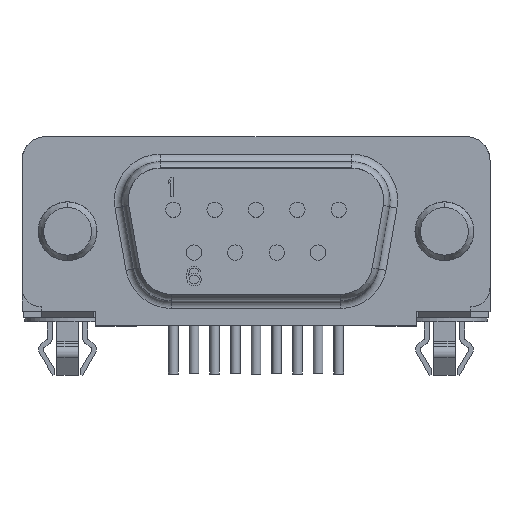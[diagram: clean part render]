
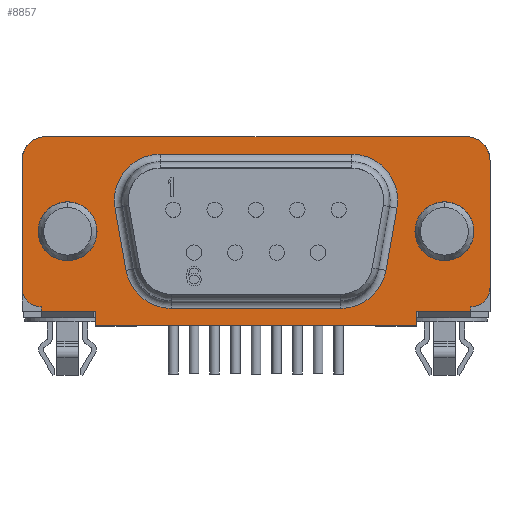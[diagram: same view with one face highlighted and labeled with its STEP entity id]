
A CAD part, top view. The second image highlights one B-rep face of the part: STEP entity #8857.
In plain terms, the highlighted planar face has unit normal (0, 0, 1).
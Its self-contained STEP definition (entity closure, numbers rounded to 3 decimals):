
#1301=DIRECTION('',(0.,1.,0.));
#1302=VECTOR('',#1301,0.965);
#1303=CARTESIAN_POINT('',(-10.655,-6.274,-5.893));
#1304=LINE('',#1303,#1302);
#1305=DIRECTION('',(-1.,0.,0.));
#1306=VECTOR('',#1305,3.594);
#1307=CARTESIAN_POINT('',(-10.655,-5.309,-5.893));
#1308=LINE('',#1307,#1306);
#1309=DIRECTION('',(0.,1.,0.));
#1310=VECTOR('',#1309,0.305);
#1311=CARTESIAN_POINT('',(-14.249,-5.309,-5.893));
#1312=LINE('',#1311,#1310);
#1313=CARTESIAN_POINT('',(-14.249,-3.734,-5.893));
#1314=DIRECTION('',(0.,0.,1.));
#1315=DIRECTION('',(-1.,0.,0.));
#1316=AXIS2_PLACEMENT_3D('',#1313,#1314,#1315);
#1318=CARTESIAN_POINT('',(-13.945,4.699,-5.893));
#1319=DIRECTION('',(0.,0.,1.));
#1320=DIRECTION('',(0.,1.,0.));
#1321=AXIS2_PLACEMENT_3D('',#1318,#1319,#1320);
#1323=DIRECTION('',(1.,0.,0.));
#1324=VECTOR('',#1323,27.889);
#1325=CARTESIAN_POINT('',(-13.945,6.274,-5.893));
#1326=LINE('',#1325,#1324);
#1327=CARTESIAN_POINT('',(13.945,4.699,-5.893));
#1328=DIRECTION('',(0.,0.,1.));
#1329=DIRECTION('',(1.,0.,0.));
#1330=AXIS2_PLACEMENT_3D('',#1327,#1328,#1329);
#1332=CARTESIAN_POINT('',(14.249,-3.734,-5.893));
#1333=DIRECTION('',(0.,0.,1.));
#1334=DIRECTION('',(0.,-1.,0.));
#1335=AXIS2_PLACEMENT_3D('',#1332,#1333,#1334);
#1337=DIRECTION('',(0.,-1.,0.));
#1338=VECTOR('',#1337,0.305);
#1339=CARTESIAN_POINT('',(14.249,-5.004,-5.893));
#1340=LINE('',#1339,#1338);
#1341=DIRECTION('',(-1.,0.,0.));
#1342=VECTOR('',#1341,3.594);
#1343=CARTESIAN_POINT('',(14.249,-5.309,-5.893));
#1344=LINE('',#1343,#1342);
#1345=DIRECTION('',(0.,1.,0.));
#1346=VECTOR('',#1345,0.965);
#1347=CARTESIAN_POINT('',(10.655,-6.274,-5.893));
#1348=LINE('',#1347,#1346);
#1349=CARTESIAN_POINT('',(12.497,0.,-5.893));
#1350=DIRECTION('',(0.,0.,1.));
#1351=DIRECTION('',(1.,0.,0.));
#1352=AXIS2_PLACEMENT_3D('',#1349,#1350,#1351);
#1354=CARTESIAN_POINT('',(12.497,0.,-5.893));
#1355=DIRECTION('',(0.,0.,1.));
#1356=DIRECTION('',(-1.,0.,0.));
#1357=AXIS2_PLACEMENT_3D('',#1354,#1355,#1356);
#1359=CARTESIAN_POINT('',(-12.497,0.,-5.893));
#1360=DIRECTION('',(0.,0.,1.));
#1361=DIRECTION('',(1.,0.,0.));
#1362=AXIS2_PLACEMENT_3D('',#1359,#1360,#1361);
#1364=CARTESIAN_POINT('',(-12.497,0.,-5.893));
#1365=DIRECTION('',(0.,0.,1.));
#1366=DIRECTION('',(-1.,0.,0.));
#1367=AXIS2_PLACEMENT_3D('',#1364,#1365,#1366);
#1369=CARTESIAN_POINT('',(-6.347,2.068,-5.893));
#1370=DIRECTION('',(0.,0.,1.));
#1371=DIRECTION('',(0.,1.,0.));
#1372=AXIS2_PLACEMENT_3D('',#1369,#1370,#1371);
#1374=DIRECTION('',(0.174,-0.985,0.));
#1375=VECTOR('',#1374,4.199);
#1376=CARTESIAN_POINT('',(-9.349,1.538,-5.893));
#1377=LINE('',#1376,#1375);
#1378=CARTESIAN_POINT('',(-5.618,-2.068,-5.893));
#1379=DIRECTION('',(0.,0.,1.));
#1380=DIRECTION('',(-0.985,-0.174,0.));
#1381=AXIS2_PLACEMENT_3D('',#1378,#1379,#1380);
#1383=DIRECTION('',(1.,0.,0.));
#1384=VECTOR('',#1383,11.237);
#1385=CARTESIAN_POINT('',(-5.618,-5.116,-5.893));
#1386=LINE('',#1385,#1384);
#1387=CARTESIAN_POINT('',(5.618,-2.068,-5.893));
#1388=DIRECTION('',(0.,0.,1.));
#1389=DIRECTION('',(0.,-1.,0.));
#1390=AXIS2_PLACEMENT_3D('',#1387,#1388,#1389);
#1392=DIRECTION('',(0.174,0.985,0.));
#1393=VECTOR('',#1392,4.199);
#1394=CARTESIAN_POINT('',(8.62,-2.597,-5.893));
#1395=LINE('',#1394,#1393);
#1396=CARTESIAN_POINT('',(6.347,2.068,-5.893));
#1397=DIRECTION('',(0.,0.,1.));
#1398=DIRECTION('',(0.985,-0.174,0.));
#1399=AXIS2_PLACEMENT_3D('',#1396,#1397,#1398);
#1401=DIRECTION('',(-1.,0.,0.));
#1402=VECTOR('',#1401,12.695);
#1403=CARTESIAN_POINT('',(6.347,5.116,-5.893));
#1404=LINE('',#1403,#1402);
#1413=DIRECTION('',(1.,0.,0.));
#1414=VECTOR('',#1413,21.311);
#1415=CARTESIAN_POINT('',(-10.655,-6.274,-5.893));
#1416=LINE('',#1415,#1414);
#1808=DIRECTION('',(0.,-1.,0.));
#1809=VECTOR('',#1808,8.433);
#1810=CARTESIAN_POINT('',(-15.519,4.699,-5.893));
#1811=LINE('',#1810,#1809);
#1933=DIRECTION('',(0.,-1.,0.));
#1934=VECTOR('',#1933,8.433);
#1935=CARTESIAN_POINT('',(15.519,4.699,-5.893));
#1936=LINE('',#1935,#1934);
#5790=CARTESIAN_POINT('',(-10.655,-6.274,-5.893));
#5791=CARTESIAN_POINT('',(-10.655,-5.309,-5.893));
#5792=VERTEX_POINT('',#5790);
#5793=VERTEX_POINT('',#5791);
#5794=CARTESIAN_POINT('',(10.655,-6.274,-5.893));
#5795=VERTEX_POINT('',#5794);
#6652=CARTESIAN_POINT('',(15.519,4.699,-5.893));
#6653=CARTESIAN_POINT('',(13.945,6.274,-5.893));
#6654=VERTEX_POINT('',#6652);
#6655=VERTEX_POINT('',#6653);
#6656=CARTESIAN_POINT('',(-13.945,6.274,-5.893));
#6657=CARTESIAN_POINT('',(-15.519,4.699,-5.893));
#6658=VERTEX_POINT('',#6656);
#6659=VERTEX_POINT('',#6657);
#6676=CARTESIAN_POINT('',(-15.519,-3.734,-5.893));
#6677=VERTEX_POINT('',#6676);
#6678=CARTESIAN_POINT('',(15.519,-3.734,-5.893));
#6679=VERTEX_POINT('',#6678);
#6680=CARTESIAN_POINT('',(-14.249,-5.309,-5.893));
#6681=CARTESIAN_POINT('',(-14.249,-5.004,-5.893));
#6682=VERTEX_POINT('',#6680);
#6683=VERTEX_POINT('',#6681);
#6854=CARTESIAN_POINT('',(14.453,0.,-5.893));
#6855=CARTESIAN_POINT('',(10.541,0.,-5.893));
#6856=VERTEX_POINT('',#6854);
#6857=VERTEX_POINT('',#6855);
#6858=CARTESIAN_POINT('',(-10.541,0.,-5.893));
#6859=CARTESIAN_POINT('',(-14.453,0.,-5.893));
#6860=VERTEX_POINT('',#6858);
#6861=VERTEX_POINT('',#6859);
#6870=CARTESIAN_POINT('',(14.249,-5.004,-5.893));
#6871=VERTEX_POINT('',#6870);
#6872=CARTESIAN_POINT('',(14.249,-5.309,-5.893));
#6873=VERTEX_POINT('',#6872);
#6874=CARTESIAN_POINT('',(10.655,-5.309,-5.893));
#6875=VERTEX_POINT('',#6874);
#7118=CARTESIAN_POINT('',(-6.347,5.116,-5.893));
#7119=CARTESIAN_POINT('',(-9.349,1.538,-5.893));
#7120=VERTEX_POINT('',#7118);
#7121=VERTEX_POINT('',#7119);
#7126=CARTESIAN_POINT('',(-8.62,-2.597,-5.893));
#7127=VERTEX_POINT('',#7126);
#7130=CARTESIAN_POINT('',(-5.618,-5.116,-5.893));
#7131=VERTEX_POINT('',#7130);
#7134=CARTESIAN_POINT('',(5.618,-5.116,-5.893));
#7135=VERTEX_POINT('',#7134);
#7138=CARTESIAN_POINT('',(8.62,-2.597,-5.893));
#7139=VERTEX_POINT('',#7138);
#7142=CARTESIAN_POINT('',(9.349,1.538,-5.893));
#7143=VERTEX_POINT('',#7142);
#7146=CARTESIAN_POINT('',(6.347,5.116,-5.893));
#7147=VERTEX_POINT('',#7146);
#8795=CARTESIAN_POINT('',(-15.519,6.274,-5.893));
#8796=DIRECTION('',(0.,0.,1.));
#8797=DIRECTION('',(0.,-1.,0.));
#8798=AXIS2_PLACEMENT_3D('',#8795,#8796,#8797);
#8799=PLANE('',#8798);
#8801=ORIENTED_EDGE('',*,*,#8800,.T.);
#8802=ORIENTED_EDGE('',*,*,#7856,.T.);
#8804=ORIENTED_EDGE('',*,*,#8803,.T.);
#8806=ORIENTED_EDGE('',*,*,#8805,.F.);
#8808=ORIENTED_EDGE('',*,*,#8807,.F.);
#8810=ORIENTED_EDGE('',*,*,#8809,.F.);
#8812=ORIENTED_EDGE('',*,*,#8811,.T.);
#8814=ORIENTED_EDGE('',*,*,#8813,.F.);
#8816=ORIENTED_EDGE('',*,*,#8815,.T.);
#8818=ORIENTED_EDGE('',*,*,#8817,.F.);
#8820=ORIENTED_EDGE('',*,*,#8819,.T.);
#8821=ORIENTED_EDGE('',*,*,#7900,.T.);
#8823=ORIENTED_EDGE('',*,*,#8822,.F.);
#8825=ORIENTED_EDGE('',*,*,#8824,.F.);
#8826=EDGE_LOOP('',(#8801,#8802,#8804,#8806,#8808,#8810,#8812,#8814,#8816,#8818,
#8820,#8821,#8823,#8825));
#8827=FACE_OUTER_BOUND('',#8826,.F.);
#8829=ORIENTED_EDGE('',*,*,#8828,.T.);
#8831=ORIENTED_EDGE('',*,*,#8830,.T.);
#8832=EDGE_LOOP('',(#8829,#8831));
#8833=FACE_BOUND('',#8832,.F.);
#8835=ORIENTED_EDGE('',*,*,#8834,.T.);
#8837=ORIENTED_EDGE('',*,*,#8836,.T.);
#8838=EDGE_LOOP('',(#8835,#8837));
#8839=FACE_BOUND('',#8838,.F.);
#8841=ORIENTED_EDGE('',*,*,#8840,.T.);
#8843=ORIENTED_EDGE('',*,*,#8842,.T.);
#8845=ORIENTED_EDGE('',*,*,#8844,.T.);
#8847=ORIENTED_EDGE('',*,*,#8846,.T.);
#8849=ORIENTED_EDGE('',*,*,#8848,.T.);
#8851=ORIENTED_EDGE('',*,*,#8850,.T.);
#8852=ORIENTED_EDGE('',*,*,#8785,.T.);
#8854=ORIENTED_EDGE('',*,*,#8853,.T.);
#8855=EDGE_LOOP('',(#8841,#8843,#8845,#8847,#8849,#8851,#8852,#8854));
#8856=FACE_BOUND('',#8855,.F.);
#8857=ADVANCED_FACE('',(#8827,#8833,#8839,#8856),#8799,.T.);
#1317=CIRCLE('',#1316,1.27);
#1322=CIRCLE('',#1321,1.575);
#1331=CIRCLE('',#1330,1.575);
#1336=CIRCLE('',#1335,1.27);
#1353=CIRCLE('',#1352,1.956);
#1358=CIRCLE('',#1357,1.956);
#1363=CIRCLE('',#1362,1.956);
#1368=CIRCLE('',#1367,1.956);
#1373=CIRCLE('',#1372,3.048);
#1382=CIRCLE('',#1381,3.048);
#1391=CIRCLE('',#1390,3.048);
#1400=CIRCLE('',#1399,3.048);
#7856=EDGE_CURVE('',#5793,#6682,#1308,.T.);
#7900=EDGE_CURVE('',#6873,#6875,#1344,.T.);
#8785=EDGE_CURVE('',#7143,#7147,#1400,.T.);
#8800=EDGE_CURVE('',#5792,#5793,#1304,.T.);
#8803=EDGE_CURVE('',#6682,#6683,#1312,.T.);
#8805=EDGE_CURVE('',#6677,#6683,#1317,.T.);
#8807=EDGE_CURVE('',#6659,#6677,#1811,.T.);
#8809=EDGE_CURVE('',#6658,#6659,#1322,.T.);
#8811=EDGE_CURVE('',#6658,#6655,#1326,.T.);
#8813=EDGE_CURVE('',#6654,#6655,#1331,.T.);
#8815=EDGE_CURVE('',#6654,#6679,#1936,.T.);
#8817=EDGE_CURVE('',#6871,#6679,#1336,.T.);
#8819=EDGE_CURVE('',#6871,#6873,#1340,.T.);
#8822=EDGE_CURVE('',#5795,#6875,#1348,.T.);
#8824=EDGE_CURVE('',#5792,#5795,#1416,.T.);
#8828=EDGE_CURVE('',#6856,#6857,#1353,.T.);
#8830=EDGE_CURVE('',#6857,#6856,#1358,.T.);
#8834=EDGE_CURVE('',#6860,#6861,#1363,.T.);
#8836=EDGE_CURVE('',#6861,#6860,#1368,.T.);
#8840=EDGE_CURVE('',#7120,#7121,#1373,.T.);
#8842=EDGE_CURVE('',#7121,#7127,#1377,.T.);
#8844=EDGE_CURVE('',#7127,#7131,#1382,.T.);
#8846=EDGE_CURVE('',#7131,#7135,#1386,.T.);
#8848=EDGE_CURVE('',#7135,#7139,#1391,.T.);
#8850=EDGE_CURVE('',#7139,#7143,#1395,.T.);
#8853=EDGE_CURVE('',#7147,#7120,#1404,.T.);
